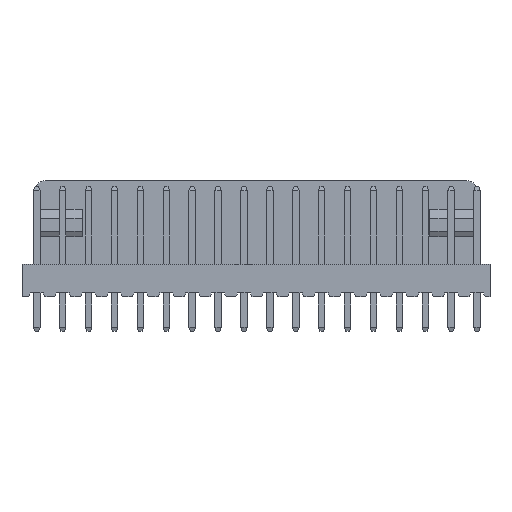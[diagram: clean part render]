
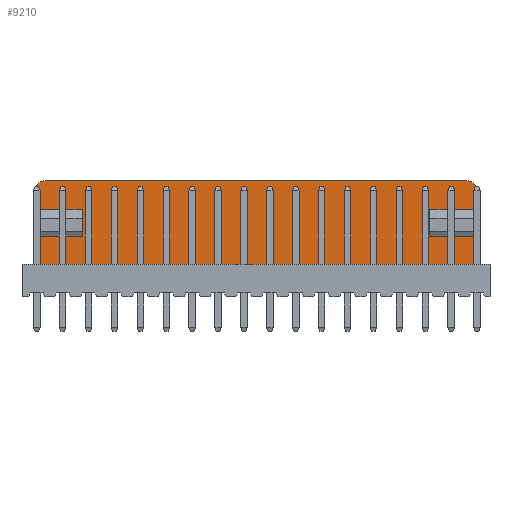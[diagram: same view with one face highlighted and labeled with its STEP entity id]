
A CAD part, top view. The second image highlights one B-rep face of the part: STEP entity #9210.
In plain terms, the highlighted planar face has unit normal (0, 0, 1).
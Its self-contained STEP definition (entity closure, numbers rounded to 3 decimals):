
#384 = CARTESIAN_POINT ( 'NONE',  ( -7.957, 45.547, -4.64 ) ) ;
#387 = CARTESIAN_POINT ( 'NONE',  ( -7.957, 48.254, -4.64 ) ) ;
#405 = CARTESIAN_POINT ( 'NONE',  ( -6.957, 53.751, -4.64 ) ) ;
#406 = CARTESIAN_POINT ( 'NONE',  ( 35.343, 48.254, -4.64 ) ) ;
#410 = CARTESIAN_POINT ( 'NONE',  ( -7.957, 50.926, -4.64 ) ) ;
#412 = CARTESIAN_POINT ( 'NONE',  ( -3.357, 50.926, -4.64 ) ) ;
#430 = CARTESIAN_POINT ( 'NONE',  ( 34.343, 53.751, -4.64 ) ) ;
#433 = CARTESIAN_POINT ( 'NONE',  ( 30.743, 48.254, -4.64 ) ) ;
#434 = CARTESIAN_POINT ( 'NONE',  ( 30.743, 50.926, -4.64 ) ) ;
#436 = CARTESIAN_POINT ( 'NONE',  ( 35.343, 50.926, -4.64 ) ) ;
#442 = CARTESIAN_POINT ( 'NONE',  ( 35.343, 45.547, -4.64 ) ) ;
#443 = CARTESIAN_POINT ( 'NONE',  ( -7.957, 52.751, -4.64 ) ) ;
#444 = CARTESIAN_POINT ( 'NONE',  ( 35.343, 52.751, -4.64 ) ) ;
#498 = CARTESIAN_POINT ( 'NONE',  ( -3.357, 48.254, -4.64 ) ) ;
#1122 = PLANE ( 'NONE',  #5693 ) ;
#1123 = CARTESIAN_POINT ( 'NONE',  ( -9.257, 53.751, -4.64 ) ) ;
#1128 = DIRECTION ( 'NONE',  ( 0., 0., 1. ) ) ;
#1129 = DIRECTION ( 'NONE',  ( 1., 0., 0. ) ) ;
#4508 = LINE ( 'NONE', #10723, #4514 ) ;
#4514 = VECTOR ( 'NONE', #10728, 1000. ) ;
#4579 = LINE ( 'NONE', #10799, #4582 ) ;
#4582 = VECTOR ( 'NONE', #10802, 1000. ) ;
#4605 = LINE ( 'NONE', #10828, #4610 ) ;
#4610 = VECTOR ( 'NONE', #10837, 1000. ) ;
#4615 = LINE ( 'NONE', #10850, #4625 ) ;
#4619 = CIRCLE ( 'NONE', #9746, 1. ) ;
#4621 = LINE ( 'NONE', #10844, #4623 ) ;
#4623 = VECTOR ( 'NONE', #10841, 1000. ) ;
#4625 = VECTOR ( 'NONE', #10855, 1000. ) ;
#4626 = LINE ( 'NONE', #10858, #4629 ) ;
#4628 = LINE ( 'NONE', #10860, #4631 ) ;
#4629 = VECTOR ( 'NONE', #10859, 1000. ) ;
#4630 = LINE ( 'NONE', #10864, #4633 ) ;
#4631 = VECTOR ( 'NONE', #10863, 1000. ) ;
#4632 = LINE ( 'NONE', #10866, #4635 ) ;
#4633 = VECTOR ( 'NONE', #10865, 1000. ) ;
#4634 = CIRCLE ( 'NONE', #9747, 1. ) ;
#4635 = VECTOR ( 'NONE', #10867, 1000. ) ;
#4636 = LINE ( 'NONE', #10854, #4638 ) ;
#4637 = LINE ( 'NONE', #10872, #4640 ) ;
#4638 = VECTOR ( 'NONE', #10849, 1000. ) ;
#4639 = LINE ( 'NONE', #10874, #4642 ) ;
#4640 = VECTOR ( 'NONE', #10873, 1000. ) ;
#4642 = VECTOR ( 'NONE', #10875, 1000. ) ;
#5130 = FACE_OUTER_BOUND ( 'NONE', #10136, .T. ) ;
#5693 = AXIS2_PLACEMENT_3D ( 'NONE', #1123, #1128, #1129 ) ;
#6252 = EDGE_CURVE ( 'NONE', #7959, #8081, #4508, .T. ) ;
#6286 = EDGE_CURVE ( 'NONE', #7982, #7984, #4579, .T. ) ;
#6300 = EDGE_CURVE ( 'NONE', #8007, #7978, #4605, .T. ) ;
#6306 = EDGE_CURVE ( 'NONE', #7977, #8017, #4619, .T. ) ;
#6307 = EDGE_CURVE ( 'NONE', #7977, #8004, #4621, .T. ) ;
#6308 = EDGE_CURVE ( 'NONE', #8008, #8010, #4615, .T. ) ;
#6310 = EDGE_CURVE ( 'NONE', #7956, #8016, #4626, .T. ) ;
#6311 = EDGE_CURVE ( 'NONE', #7956, #7959, #4628, .T. ) ;
#6312 = EDGE_CURVE ( 'NONE', #8081, #7984, #4630, .T. ) ;
#6313 = EDGE_CURVE ( 'NONE', #7982, #8017, #4632, .T. ) ;
#6314 = EDGE_CURVE ( 'NONE', #8018, #8004, #4634, .T. ) ;
#6315 = EDGE_CURVE ( 'NONE', #8018, #8010, #4636, .T. ) ;
#6316 = EDGE_CURVE ( 'NONE', #8007, #8008, #4637, .T. ) ;
#6317 = EDGE_CURVE ( 'NONE', #7978, #8016, #4639, .T. ) ;
#7956 = VERTEX_POINT ( 'NONE', #384 ) ;
#7959 = VERTEX_POINT ( 'NONE', #387 ) ;
#7977 = VERTEX_POINT ( 'NONE', #405 ) ;
#7978 = VERTEX_POINT ( 'NONE', #406 ) ;
#7982 = VERTEX_POINT ( 'NONE', #410 ) ;
#7984 = VERTEX_POINT ( 'NONE', #412 ) ;
#8004 = VERTEX_POINT ( 'NONE', #430 ) ;
#8007 = VERTEX_POINT ( 'NONE', #433 ) ;
#8008 = VERTEX_POINT ( 'NONE', #434 ) ;
#8010 = VERTEX_POINT ( 'NONE', #436 ) ;
#8016 = VERTEX_POINT ( 'NONE', #442 ) ;
#8017 = VERTEX_POINT ( 'NONE', #443 ) ;
#8018 = VERTEX_POINT ( 'NONE', #444 ) ;
#8081 = VERTEX_POINT ( 'NONE', #498 ) ;
#8568 = ORIENTED_EDGE ( 'NONE', *, *, #6306, .T. ) ;
#8569 = ORIENTED_EDGE ( 'NONE', *, *, #6316, .T. ) ;
#8570 = ORIENTED_EDGE ( 'NONE', *, *, #6300, .F. ) ;
#8578 = ORIENTED_EDGE ( 'NONE', *, *, #6317, .F. ) ;
#8585 = ORIENTED_EDGE ( 'NONE', *, *, #6307, .F. ) ;
#8587 = ORIENTED_EDGE ( 'NONE', *, *, #6315, .F. ) ;
#8588 = ORIENTED_EDGE ( 'NONE', *, *, #6310, .T. ) ;
#8594 = ORIENTED_EDGE ( 'NONE', *, *, #6252, .F. ) ;
#8595 = ORIENTED_EDGE ( 'NONE', *, *, #6311, .F. ) ;
#8596 = ORIENTED_EDGE ( 'NONE', *, *, #6312, .F. ) ;
#8597 = ORIENTED_EDGE ( 'NONE', *, *, #6286, .T. ) ;
#8599 = ORIENTED_EDGE ( 'NONE', *, *, #6313, .F. ) ;
#8620 = ORIENTED_EDGE ( 'NONE', *, *, #6314, .T. ) ;
#8623 = ORIENTED_EDGE ( 'NONE', *, *, #6308, .T. ) ;
#9210 = ADVANCED_FACE ( 'NONE', ( #5130 ), #1122, .T. ) ;
#9746 = AXIS2_PLACEMENT_3D ( 'NONE', #10851, #10852, #10853 ) ;
#9747 = AXIS2_PLACEMENT_3D ( 'NONE', #10869, #10870, #10871 ) ;
#10136 = EDGE_LOOP ( 'NONE', ( #8585, #8568, #8599, #8597, #8596, #8594, #8595, #8588, #8578, #8570, #8569, #8623, #8587, #8620 ) ) ;
#10723 = CARTESIAN_POINT ( 'NONE',  ( -9.257, 48.254, -4.64 ) ) ;
#10728 = DIRECTION ( 'NONE',  ( 1., 0., 0. ) ) ;
#10799 = CARTESIAN_POINT ( 'NONE',  ( -9.257, 50.926, -4.64 ) ) ;
#10802 = DIRECTION ( 'NONE',  ( 1., 0., 0. ) ) ;
#10828 = CARTESIAN_POINT ( 'NONE',  ( -9.257, 48.254, -4.64 ) ) ;
#10837 = DIRECTION ( 'NONE',  ( 1., 0., 0. ) ) ;
#10841 = DIRECTION ( 'NONE',  ( 1., 0., 0. ) ) ;
#10844 = CARTESIAN_POINT ( 'NONE',  ( -9.257, 53.751, -4.64 ) ) ;
#10849 = DIRECTION ( 'NONE',  ( 0., -1., 0. ) ) ;
#10850 = CARTESIAN_POINT ( 'NONE',  ( -9.257, 50.926, -4.64 ) ) ;
#10851 = CARTESIAN_POINT ( 'NONE',  ( -6.957, 52.751, -4.64 ) ) ;
#10852 = DIRECTION ( 'NONE',  ( 0., 0., 1. ) ) ;
#10853 = DIRECTION ( 'NONE',  ( 1., 0., 0. ) ) ;
#10854 = CARTESIAN_POINT ( 'NONE',  ( 35.343, 53.751, -4.64 ) ) ;
#10855 = DIRECTION ( 'NONE',  ( 1., 0., 0. ) ) ;
#10858 = CARTESIAN_POINT ( 'NONE',  ( -9.257, 45.547, -4.64 ) ) ;
#10859 = DIRECTION ( 'NONE',  ( 1., 0., 0. ) ) ;
#10860 = CARTESIAN_POINT ( 'NONE',  ( -7.957, 48.254, -4.64 ) ) ;
#10863 = DIRECTION ( 'NONE',  ( 0., 1., 0. ) ) ;
#10864 = CARTESIAN_POINT ( 'NONE',  ( -3.357, 11.442, -4.64 ) ) ;
#10865 = DIRECTION ( 'NONE',  ( 0., 1., 0. ) ) ;
#10866 = CARTESIAN_POINT ( 'NONE',  ( -7.957, 53.751, -4.64 ) ) ;
#10867 = DIRECTION ( 'NONE',  ( 0., 1., 0. ) ) ;
#10869 = CARTESIAN_POINT ( 'NONE',  ( 34.343, 52.751, -4.64 ) ) ;
#10870 = DIRECTION ( 'NONE',  ( 0., 0., 1. ) ) ;
#10871 = DIRECTION ( 'NONE',  ( 1., 0., 0. ) ) ;
#10872 = CARTESIAN_POINT ( 'NONE',  ( 30.743, 11.442, -4.64 ) ) ;
#10873 = DIRECTION ( 'NONE',  ( 0., 1., 0. ) ) ;
#10874 = CARTESIAN_POINT ( 'NONE',  ( 35.343, 48.254, -4.64 ) ) ;
#10875 = DIRECTION ( 'NONE',  ( 0., -1., 0. ) ) ;
